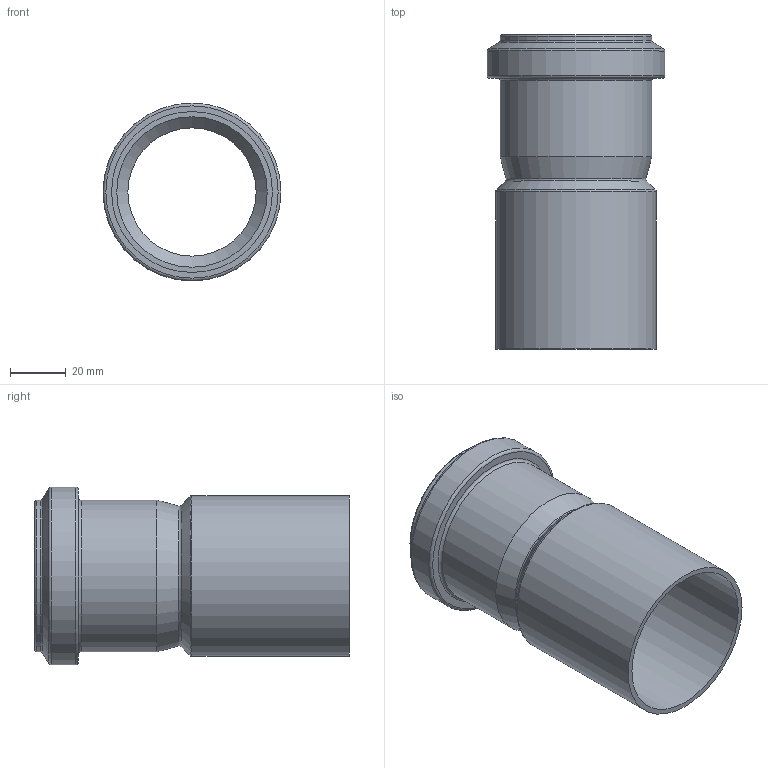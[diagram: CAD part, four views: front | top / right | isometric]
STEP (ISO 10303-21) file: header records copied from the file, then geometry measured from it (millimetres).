
FILE_DESCRIPTION(/* description */ (''),/* implementation_level */ '2;1');
FILE_NAME(/* name */ '172810 HTsafeAM DN_OD 50.stp',/* time_stamp */ '2017-03-13T09:16:20+01:00',/* author */ ('user1'),/* organization */ (''),/* preprocessor_version */ 'ST-DEVELOPER v16.1',/* originating_system */ 'Autodesk Inventor 2016',/* authorisation */ '');
FILE_SCHEMA (('AUTOMOTIVE_DESIGN { 1 0 10303 214 3 1 1 }'));
Length unit declared in the file: millimetre
Products named in the file (1): 172810 HTsafeAM DN_OD 50
Bounding box: 64.1 x 113.2 x 64.1 mm (x, y, z)
Volume: 40528.3 mm3; surface area: 42704.7 mm2
Topology: 1 solids, 1 shells, 30 faces, 58 edges, 32 vertices
Faces by surface type: torus 11, cylinder 9, cone 6, plane 4
Full cylindrical faces by diameter (mm): 46.2 x1, 50.8 x2, 54.2 x1, 54.6 x2, 58 x1, 60.3 x1, 64.1 x1
Entity records: 632 total; most frequent: DIRECTION 122, CARTESIAN_POINT 91, AXIS2_PLACEMENT_3D 61, EDGE_LOOP 60, ORIENTED_EDGE 60, FACE_BOUND 30, FACE_OUTER_BOUND 30, CIRCLE 30
